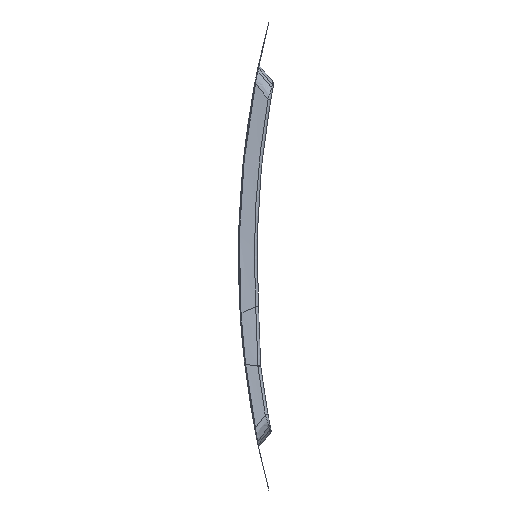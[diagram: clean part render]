
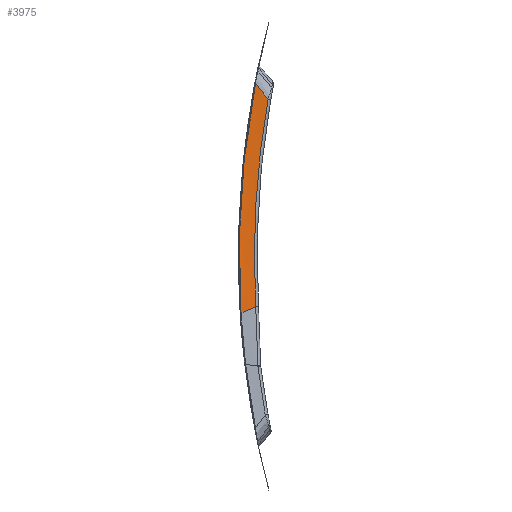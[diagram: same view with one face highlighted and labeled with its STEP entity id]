
A CAD part, left-side view. The second image highlights one B-rep face of the part: STEP entity #3975.
In plain terms, the highlighted free-form (B-spline) face has degree [3, 3] with [12, 4] control points.
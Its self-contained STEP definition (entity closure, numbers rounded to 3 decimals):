
#81=B_SPLINE_CURVE_WITH_KNOTS('',3,(#6204,#6205,#6206,#6207,#6208),
 .UNSPECIFIED.,.F.,.F.,(4,1,4),(0.,16.153,37.69),
 .UNSPECIFIED.);
#185=B_SPLINE_CURVE_WITH_KNOTS('',3,(#8089,#8090,#8091,#8092,#8093,#8094),
 .UNSPECIFIED.,.F.,.F.,(4,2,4),(-34.19,-34.187,0.),
 .UNSPECIFIED.);
#201=B_SPLINE_CURVE_WITH_KNOTS('',3,(#8254,#8255,#8256,#8257),
 .UNSPECIFIED.,.F.,.F.,(4,4),(-3.477,-0.173),
 .UNSPECIFIED.);
#425=B_SPLINE_SURFACE_WITH_KNOTS('',3,3,((#8258,#8259,#8260,#8261),(#8262,
#8263,#8264,#8265),(#8266,#8267,#8268,#8269),(#8270,#8271,#8272,#8273),
(#8274,#8275,#8276,#8277),(#8278,#8279,#8280,#8281),(#8282,#8283,#8284,
#8285),(#8286,#8287,#8288,#8289),(#8290,#8291,#8292,#8293),(#8294,#8295,
#8296,#8297),(#8298,#8299,#8300,#8301),(#8302,#8303,#8304,#8305)),
 .UNSPECIFIED.,.F.,.F.,.F.,(4,1,1,1,1,1,1,2,4),(4,4),(0.035,
0.228,0.421,0.614,0.71,
0.807,0.903,1.,1.),(0.042,
0.859),.UNSPECIFIED.);
#667=FACE_OUTER_BOUND('',#934,.T.);
#934=EDGE_LOOP('',(#3104,#3105,#3106,#3107));
#1142=LINE('',#8306,#1220);
#1220=VECTOR('',#4831,32.399);
#1584=VERTEX_POINT('',#6150);
#1588=VERTEX_POINT('',#6202);
#1660=VERTEX_POINT('',#7279);
#1690=VERTEX_POINT('',#8045);
#2033=EDGE_CURVE('',#1588,#1584,#81,.T.);
#2193=EDGE_CURVE('',#1660,#1690,#185,.T.);
#2211=EDGE_CURVE('',#1690,#1588,#201,.T.);
#2212=EDGE_CURVE('',#1584,#1660,#1142,.T.);
#3104=ORIENTED_EDGE('',*,*,#2033,.F.);
#3105=ORIENTED_EDGE('',*,*,#2211,.F.);
#3106=ORIENTED_EDGE('',*,*,#2193,.F.);
#3107=ORIENTED_EDGE('',*,*,#2212,.F.);
#3975=ADVANCED_FACE('',(#667),#425,.F.);
#4831=DIRECTION('',(0.136,-0.921,0.364));
#6150=CARTESIAN_POINT('',(-88.436,35.81,-93.117));
#6202=CARTESIAN_POINT('',(-93.367,11.895,282.078));
#6204=CARTESIAN_POINT('Ctrl Pts',(-93.367,11.895,282.078));
#6205=CARTESIAN_POINT('Ctrl Pts',(-91.292,22.035,229.222));
#6206=CARTESIAN_POINT('Ctrl Pts',(-87.765,39.052,104.562));
#6207=CARTESIAN_POINT('Ctrl Pts',(-87.508,40.277,-21.448));
#6208=CARTESIAN_POINT('Ctrl Pts',(-88.436,35.81,-93.117));
#7279=CARTESIAN_POINT('',(-84.862,11.503,-83.517));
#8045=CARTESIAN_POINT('',(-89.286,-8.667,256.553));
#8089=CARTESIAN_POINT('Ctrl Pts',(-84.852,11.438,-83.513));
#8090=CARTESIAN_POINT('Ctrl Pts',(-84.852,11.439,-83.504));
#8091=CARTESIAN_POINT('Ctrl Pts',(-84.852,11.439,-83.494));
#8092=CARTESIAN_POINT('Ctrl Pts',(-83.403,17.903,30.144));
#8093=CARTESIAN_POINT('Ctrl Pts',(-84.955,11.106,144.541));
#8094=CARTESIAN_POINT('Ctrl Pts',(-89.286,-8.667,256.553));
#8254=CARTESIAN_POINT('Ctrl Pts',(-89.286,-8.667,256.553));
#8255=CARTESIAN_POINT('Ctrl Pts',(-90.648,-1.778,265.032));
#8256=CARTESIAN_POINT('Ctrl Pts',(-92.008,5.073,273.544));
#8257=CARTESIAN_POINT('Ctrl Pts',(-93.367,11.895,282.078));
#8258=CARTESIAN_POINT('Ctrl Pts',(-93.368,11.901,282.085));
#8259=CARTESIAN_POINT('Ctrl Pts',(-92.025,4.928,274.1));
#8260=CARTESIAN_POINT('Ctrl Pts',(-90.682,-2.045,266.114));
#8261=CARTESIAN_POINT('Ctrl Pts',(-89.339,-9.018,258.129));
#8262=CARTESIAN_POINT('Ctrl Pts',(-92.4,16.633,257.413));
#8263=CARTESIAN_POINT('Ctrl Pts',(-91.088,9.42,250.148));
#8264=CARTESIAN_POINT('Ctrl Pts',(-89.776,2.207,242.882));
#8265=CARTESIAN_POINT('Ctrl Pts',(-88.464,-5.006,235.616));
#8266=CARTESIAN_POINT('Ctrl Pts',(-90.708,24.853,207.844));
#8267=CARTESIAN_POINT('Ctrl Pts',(-89.451,17.224,202.036));
#8268=CARTESIAN_POINT('Ctrl Pts',(-88.194,9.594,196.229));
#8269=CARTESIAN_POINT('Ctrl Pts',(-86.938,1.965,190.422));
#8270=CARTESIAN_POINT('Ctrl Pts',(-88.931,33.431,132.956));
#8271=CARTESIAN_POINT('Ctrl Pts',(-87.732,25.371,129.382));
#8272=CARTESIAN_POINT('Ctrl Pts',(-86.532,17.31,125.806));
#8273=CARTESIAN_POINT('Ctrl Pts',(-85.333,9.25,122.232));
#8274=CARTESIAN_POINT('Ctrl Pts',(-88.099,37.433,70.203));
#8275=CARTESIAN_POINT('Ctrl Pts',(-86.925,29.178,68.521));
#8276=CARTESIAN_POINT('Ctrl Pts',(-85.751,20.924,66.84));
#8277=CARTESIAN_POINT('Ctrl Pts',(-84.577,12.669,65.159));
#8278=CARTESIAN_POINT('Ctrl Pts',(-87.828,38.734,19.961));
#8279=CARTESIAN_POINT('Ctrl Pts',(-86.66,30.425,19.782));
#8280=CARTESIAN_POINT('Ctrl Pts',(-85.493,22.115,19.603));
#8281=CARTESIAN_POINT('Ctrl Pts',(-84.325,13.806,19.423));
#8282=CARTESIAN_POINT('Ctrl Pts',(-87.822,38.763,-17.735));
#8283=CARTESIAN_POINT('Ctrl Pts',(-86.652,30.461,-16.794));
#8284=CARTESIAN_POINT('Ctrl Pts',(-85.483,22.159,-15.853));
#8285=CARTESIAN_POINT('Ctrl Pts',(-84.314,13.858,-14.913));
#8286=CARTESIAN_POINT('Ctrl Pts',(-88.014,37.842,-55.42));
#8287=CARTESIAN_POINT('Ctrl Pts',(-86.835,29.597,-53.354));
#8288=CARTESIAN_POINT('Ctrl Pts',(-85.657,21.353,-51.287));
#8289=CARTESIAN_POINT('Ctrl Pts',(-84.479,13.109,-49.22));
#8290=CARTESIAN_POINT('Ctrl Pts',(-88.273,36.595,-80.528));
#8291=CARTESIAN_POINT('Ctrl Pts',(-87.084,28.423,-77.707));
#8292=CARTESIAN_POINT('Ctrl Pts',(-85.896,20.25,-74.887));
#8293=CARTESIAN_POINT('Ctrl Pts',(-84.707,12.078,-72.066));
#8294=CARTESIAN_POINT('Ctrl Pts',(-88.436,35.813,-93.089));
#8295=CARTESIAN_POINT('Ctrl Pts',(-87.241,27.684,-89.89));
#8296=CARTESIAN_POINT('Ctrl Pts',(-86.046,19.556,-86.692));
#8297=CARTESIAN_POINT('Ctrl Pts',(-84.851,11.428,-83.494));
#8298=CARTESIAN_POINT('Ctrl Pts',(-88.436,35.812,-93.103));
#8299=CARTESIAN_POINT('Ctrl Pts',(-87.241,27.684,-89.905));
#8300=CARTESIAN_POINT('Ctrl Pts',(-86.046,19.555,-86.706));
#8301=CARTESIAN_POINT('Ctrl Pts',(-84.851,11.427,-83.507));
#8302=CARTESIAN_POINT('Ctrl Pts',(-88.436,35.811,-93.118));
#8303=CARTESIAN_POINT('Ctrl Pts',(-87.241,27.683,-89.919));
#8304=CARTESIAN_POINT('Ctrl Pts',(-86.046,19.555,-86.719));
#8305=CARTESIAN_POINT('Ctrl Pts',(-84.851,11.426,-83.52));
#8306=CARTESIAN_POINT('',(-88.622,37.074,-93.617));
